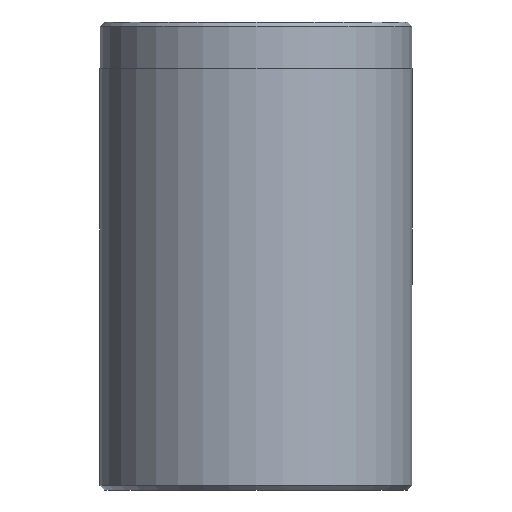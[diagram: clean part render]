
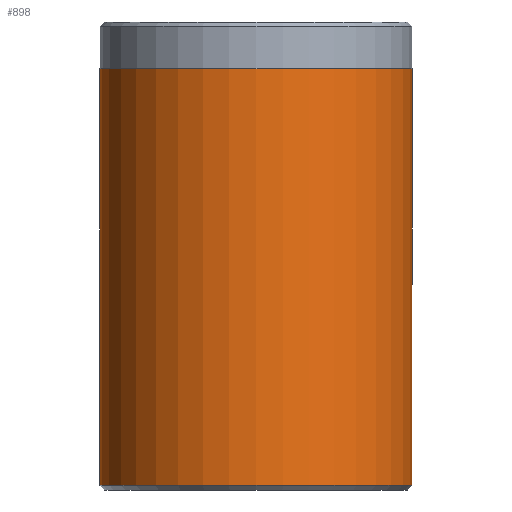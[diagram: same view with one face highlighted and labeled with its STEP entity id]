
A CAD part, front view. The second image highlights one B-rep face of the part: STEP entity #898.
In plain terms, the highlighted cylindrical face has radius 10 mm (diameter 20 mm), a partial arc.
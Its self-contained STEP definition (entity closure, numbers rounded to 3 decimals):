
#38 = EDGE_LOOP ( 'NONE', ( #489, #237, #2170, #957 ) ) ;
#121 = DIRECTION ( 'NONE',  ( 0., 0., -1. ) ) ;
#130 = VERTEX_POINT ( 'NONE', #2538 ) ;
#204 = DIRECTION ( 'NONE',  ( -1., 0., 0. ) ) ;
#211 = CARTESIAN_POINT ( 'NONE',  ( 0., 0., 30. ) ) ;
#224 = DIRECTION ( 'NONE',  ( 0., 0., -1. ) ) ;
#237 = ORIENTED_EDGE ( 'NONE', *, *, #320, .F. ) ;
#320 = EDGE_CURVE ( 'NONE', #130, #2204, #1171, .T. ) ;
#339 = CARTESIAN_POINT ( 'NONE',  ( 10., 0., 30. ) ) ;
#343 = DIRECTION ( 'NONE',  ( 0., 0., -1. ) ) ;
#459 = AXIS2_PLACEMENT_3D ( 'NONE', #1446, #1444, #1442 ) ;
#489 = ORIENTED_EDGE ( 'NONE', *, *, #1003, .F. ) ;
#632 = VERTEX_POINT ( 'NONE', #994 ) ;
#634 = VECTOR ( 'NONE', #121, 1000. ) ;
#660 = CARTESIAN_POINT ( 'NONE',  ( -10., 0., 30. ) ) ;
#718 = AXIS2_PLACEMENT_3D ( 'NONE', #211, #224, #204 ) ;
#783 = VERTEX_POINT ( 'NONE', #1447 ) ;
#787 = EDGE_CURVE ( 'NONE', #130, #783, #1038, .T. ) ;
#898 = ADVANCED_FACE ( 'NONE', ( #2225 ), #1189, .T. ) ;
#957 = ORIENTED_EDGE ( 'NONE', *, *, #2056, .T. ) ;
#994 = CARTESIAN_POINT ( 'NONE',  ( 10., 0., 0.3 ) ) ;
#1003 = EDGE_CURVE ( 'NONE', #2204, #632, #2242, .T. ) ;
#1008 = VECTOR ( 'NONE', #343, 1000. ) ;
#1038 = LINE ( 'NONE', #660, #634 ) ;
#1171 = CIRCLE ( 'NONE', #1944, 10. ) ;
#1189 = CYLINDRICAL_SURFACE ( 'NONE', #718, 10. ) ;
#1442 = DIRECTION ( 'NONE',  ( 1., 0., 0. ) ) ;
#1444 = DIRECTION ( 'NONE',  ( 0., 0., 1. ) ) ;
#1446 = CARTESIAN_POINT ( 'NONE',  ( 0., 0., 0.3 ) ) ;
#1447 = CARTESIAN_POINT ( 'NONE',  ( -10., 0., 0.3 ) ) ;
#1489 = CARTESIAN_POINT ( 'NONE',  ( 10., 0., 27. ) ) ;
#1537 = DIRECTION ( 'NONE',  ( 0., 0., 1. ) ) ;
#1944 = AXIS2_PLACEMENT_3D ( 'NONE', #2401, #1537, #2409 ) ;
#2056 = EDGE_CURVE ( 'NONE', #783, #632, #2094, .T. ) ;
#2094 = CIRCLE ( 'NONE', #459, 10. ) ;
#2170 = ORIENTED_EDGE ( 'NONE', *, *, #787, .T. ) ;
#2204 = VERTEX_POINT ( 'NONE', #1489 ) ;
#2225 = FACE_OUTER_BOUND ( 'NONE', #38, .T. ) ;
#2242 = LINE ( 'NONE', #339, #1008 ) ;
#2401 = CARTESIAN_POINT ( 'NONE',  ( 0., 0., 27. ) ) ;
#2409 = DIRECTION ( 'NONE',  ( 1., 0., 0. ) ) ;
#2538 = CARTESIAN_POINT ( 'NONE',  ( -10., 0., 27. ) ) ;
